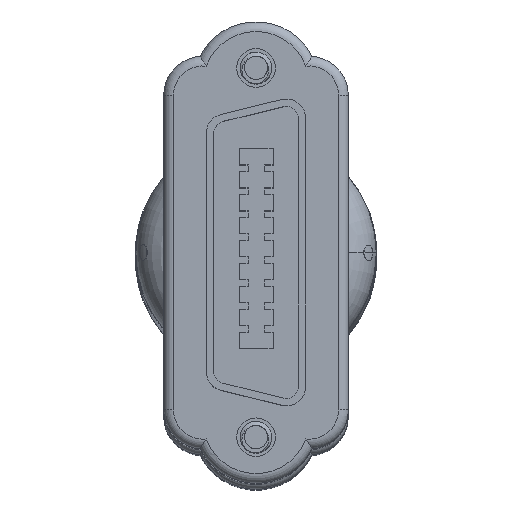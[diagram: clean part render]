
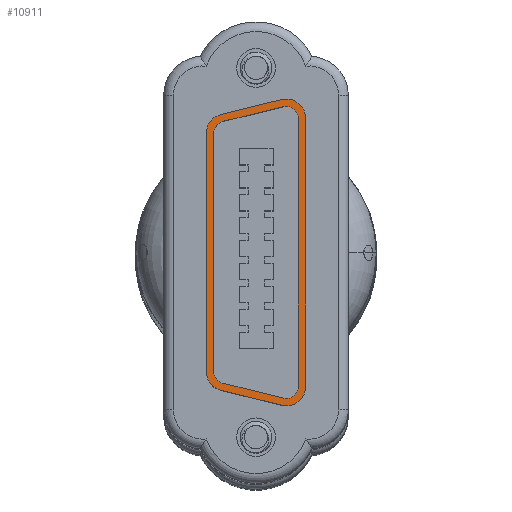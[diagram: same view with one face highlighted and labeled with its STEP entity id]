
A CAD part, top view. The second image highlights one B-rep face of the part: STEP entity #10911.
In plain terms, the highlighted planar face has unit normal (0, 0, 1).
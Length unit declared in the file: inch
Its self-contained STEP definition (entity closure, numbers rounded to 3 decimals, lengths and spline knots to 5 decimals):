
#69 = LINE ( 'NONE', #2520, #13845 ) ;
#370 = VERTEX_POINT ( 'NONE', #9669 ) ;
#398 = DIRECTION ( 'NONE',  ( 1., 0., 0. ) ) ;
#510 = LINE ( 'NONE', #726, #12033 ) ;
#543 = EDGE_CURVE ( 'NONE', #6141, #14708, #6528, .T. ) ;
#722 = DIRECTION ( 'NONE',  ( 0., -1., 0. ) ) ;
#726 = CARTESIAN_POINT ( 'NONE',  ( -0.07142, 0.28248, 0. ) ) ;
#908 = DIRECTION ( 'NONE',  ( 0., 0., -1. ) ) ;
#915 = EDGE_CURVE ( 'NONE', #13103, #14887, #9802, .T. ) ;
#1408 = CIRCLE ( 'NONE', #9938, 0.04 ) ;
#1425 = ORIENTED_EDGE ( 'NONE', *, *, #7101, .F. ) ;
#1544 = DIRECTION ( 'NONE',  ( 1., 0., 0. ) ) ;
#1772 = EDGE_CURVE ( 'NONE', #9889, #11858, #510, .T. ) ;
#1904 = CARTESIAN_POINT ( 'NONE',  ( -0.06189, 0.24363, 0. ) ) ;
#1966 = ORIENTED_EDGE ( 'NONE', *, *, #9954, .T. ) ;
#2013 = DIRECTION ( 'NONE',  ( 0., -1., 0. ) ) ;
#2161 = ORIENTED_EDGE ( 'NONE', *, *, #14460, .F. ) ;
#2385 = CARTESIAN_POINT ( 'NONE',  ( 0.06182, 0.27399, 0. ) ) ;
#2459 = DIRECTION ( 'NONE',  ( 0., 0., 1. ) ) ;
#2478 = DIRECTION ( 'NONE',  ( 0.971, -0.238, 0. ) ) ;
#2520 = CARTESIAN_POINT ( 'NONE',  ( -0.06785, -0.26791, 0. ) ) ;
#2531 = EDGE_CURVE ( 'NONE', #370, #6141, #7635, .T. ) ;
#2628 = LINE ( 'NONE', #4759, #6435 ) ;
#2738 = ORIENTED_EDGE ( 'NONE', *, *, #3810, .F. ) ;
#2960 = LINE ( 'NONE', #14487, #10058 ) ;
#3022 = CARTESIAN_POINT ( 'NONE',  ( 0.05228, -0.31284, 0. ) ) ;
#3203 = FACE_BOUND ( 'NONE', #9469, .T. ) ;
#3246 = VECTOR ( 'NONE', #7026, 39.37008 ) ;
#3622 = ORIENTED_EDGE ( 'NONE', *, *, #4512, .T. ) ;
#3810 = EDGE_CURVE ( 'NONE', #12231, #13983, #2960, .T. ) ;
#3910 = ORIENTED_EDGE ( 'NONE', *, *, #10954, .F. ) ;
#3926 = CARTESIAN_POINT ( 'NONE',  ( -0.06189, -0.24363, 0. ) ) ;
#3939 = VERTEX_POINT ( 'NONE', #14924 ) ;
#4020 = CARTESIAN_POINT ( 'NONE',  ( 0.08682, 0.27399, 0. ) ) ;
#4036 = CARTESIAN_POINT ( 'NONE',  ( -0.10189, 0.24363, 0. ) ) ;
#4228 = VERTEX_POINT ( 'NONE', #3022 ) ;
#4452 = DIRECTION ( 'NONE',  ( 1., 0., 0. ) ) ;
#4512 = EDGE_CURVE ( 'NONE', #12137, #13941, #2628, .T. ) ;
#4578 = ORIENTED_EDGE ( 'NONE', *, *, #2531, .F. ) ;
#4659 = DIRECTION ( 'NONE',  ( 0., 0., 1. ) ) ;
#4759 = CARTESIAN_POINT ( 'NONE',  ( 0.10182, 0.27399, 0. ) ) ;
#4977 = DIRECTION ( 'NONE',  ( 0., 0., 1. ) ) ;
#5059 = AXIS2_PLACEMENT_3D ( 'NONE', #9370, #9519, #7077 ) ;
#5241 = CIRCLE ( 'NONE', #11117, 0.025 ) ;
#5477 = CARTESIAN_POINT ( 'NONE',  ( 0.05228, 0.31284, 0. ) ) ;
#5562 = DIRECTION ( 'NONE',  ( -1., 0., 0. ) ) ;
#5721 = ORIENTED_EDGE ( 'NONE', *, *, #543, .F. ) ;
#5780 = CIRCLE ( 'NONE', #6530, 0.025 ) ;
#6065 = ORIENTED_EDGE ( 'NONE', *, *, #7468, .T. ) ;
#6130 = DIRECTION ( 'NONE',  ( 1., 0., 0. ) ) ;
#6141 = VERTEX_POINT ( 'NONE', #7335 ) ;
#6243 = CARTESIAN_POINT ( 'NONE',  ( 0.10182, -0.27399, 0. ) ) ;
#6348 = DIRECTION ( 'NONE',  ( 0., 0., 1. ) ) ;
#6435 = VECTOR ( 'NONE', #11879, 39.37008 ) ;
#6458 = VECTOR ( 'NONE', #2013, 39.37008 ) ;
#6528 = LINE ( 'NONE', #13176, #9549 ) ;
#6530 = AXIS2_PLACEMENT_3D ( 'NONE', #12252, #10264, #10109 ) ;
#7014 = ORIENTED_EDGE ( 'NONE', *, *, #12323, .T. ) ;
#7026 = DIRECTION ( 'NONE',  ( -0.971, -0.238, 0. ) ) ;
#7077 = DIRECTION ( 'NONE',  ( 1., 0., 0. ) ) ;
#7101 = EDGE_CURVE ( 'NONE', #9823, #12231, #5241, .T. ) ;
#7263 = CARTESIAN_POINT ( 'NONE',  ( 0.06182, 0.27399, 0. ) ) ;
#7335 = CARTESIAN_POINT ( 'NONE',  ( -0.08689, 0.24363, 0. ) ) ;
#7468 = EDGE_CURVE ( 'NONE', #10045, #13103, #8876, .T. ) ;
#7635 = CIRCLE ( 'NONE', #8628, 0.025 ) ;
#7642 = DIRECTION ( 'NONE',  ( 0., 0., 1. ) ) ;
#7843 = FACE_OUTER_BOUND ( 'NONE', #13151, .T. ) ;
#8239 = LINE ( 'NONE', #9544, #3246 ) ;
#8263 = LINE ( 'NONE', #12940, #10730 ) ;
#8628 = AXIS2_PLACEMENT_3D ( 'NONE', #14810, #4659, #9310 ) ;
#8732 = EDGE_CURVE ( 'NONE', #11858, #10045, #11628, .T. ) ;
#8876 = LINE ( 'NONE', #9100, #6458 ) ;
#8962 = AXIS2_PLACEMENT_3D ( 'NONE', #11405, #908, #5562 ) ;
#9100 = CARTESIAN_POINT ( 'NONE',  ( -0.10189, 0.24363, 0. ) ) ;
#9295 = CARTESIAN_POINT ( 'NONE',  ( -0.07142, -0.28248, 0. ) ) ;
#9310 = DIRECTION ( 'NONE',  ( 1., 0., 0. ) ) ;
#9370 = CARTESIAN_POINT ( 'NONE',  ( 0.06182, -0.27399, 0. ) ) ;
#9469 = EDGE_LOOP ( 'NONE', ( #2738, #1425, #3910, #10006, #5721, #4578, #2161, #14311 ) ) ;
#9519 = DIRECTION ( 'NONE',  ( 0., 0., 1. ) ) ;
#9544 = CARTESIAN_POINT ( 'NONE',  ( 0.05586, 0.29827, 0. ) ) ;
#9549 = VECTOR ( 'NONE', #722, 39.37008 ) ;
#9669 = CARTESIAN_POINT ( 'NONE',  ( -0.06785, 0.26791, 0. ) ) ;
#9802 = CIRCLE ( 'NONE', #11044, 0.04 ) ;
#9823 = VERTEX_POINT ( 'NONE', #14789 ) ;
#9850 = ORIENTED_EDGE ( 'NONE', *, *, #8732, .T. ) ;
#9889 = VERTEX_POINT ( 'NONE', #5477 ) ;
#9904 = DIRECTION ( 'NONE',  ( -0.971, -0.238, 0. ) ) ;
#9938 = AXIS2_PLACEMENT_3D ( 'NONE', #7263, #4977, #398 ) ;
#9954 = EDGE_CURVE ( 'NONE', #4228, #12137, #10188, .T. ) ;
#9998 = DIRECTION ( 'NONE',  ( 0., 0., 1. ) ) ;
#10006 = ORIENTED_EDGE ( 'NONE', *, *, #10580, .F. ) ;
#10045 = VERTEX_POINT ( 'NONE', #4036 ) ;
#10058 = VECTOR ( 'NONE', #12427, 39.37008 ) ;
#10109 = DIRECTION ( 'NONE',  ( 1., 0., 0. ) ) ;
#10155 = EDGE_CURVE ( 'NONE', #13941, #9889, #1408, .T. ) ;
#10188 = CIRCLE ( 'NONE', #5059, 0.04 ) ;
#10264 = DIRECTION ( 'NONE',  ( 0., 0., 1. ) ) ;
#10418 = EDGE_CURVE ( 'NONE', #13983, #11391, #12383, .T. ) ;
#10580 = EDGE_CURVE ( 'NONE', #14708, #3939, #5780, .T. ) ;
#10589 = CARTESIAN_POINT ( 'NONE',  ( 0.10182, 0.27399, 0. ) ) ;
#10627 = DIRECTION ( 'NONE',  ( 0.971, -0.238, 0. ) ) ;
#10730 = VECTOR ( 'NONE', #2478, 39.37008 ) ;
#10911 = ADVANCED_FACE ( 'NONE', ( #3203, #7843 ), #13440, .F. ) ;
#10954 = EDGE_CURVE ( 'NONE', #3939, #9823, #69, .T. ) ;
#11044 = AXIS2_PLACEMENT_3D ( 'NONE', #3926, #7642, #6130 ) ;
#11117 = AXIS2_PLACEMENT_3D ( 'NONE', #12166, #6348, #1544 ) ;
#11188 = AXIS2_PLACEMENT_3D ( 'NONE', #2385, #2459, #4452 ) ;
#11220 = CARTESIAN_POINT ( 'NONE',  ( -0.10189, -0.24363, 0. ) ) ;
#11254 = CARTESIAN_POINT ( 'NONE',  ( 0.05586, 0.29827, 0. ) ) ;
#11370 = ORIENTED_EDGE ( 'NONE', *, *, #10155, .T. ) ;
#11391 = VERTEX_POINT ( 'NONE', #11254 ) ;
#11405 = CARTESIAN_POINT ( 'NONE',  ( 0., 0., 0. ) ) ;
#11582 = CARTESIAN_POINT ( 'NONE',  ( 0.08682, -0.27399, 0. ) ) ;
#11628 = CIRCLE ( 'NONE', #13559, 0.04 ) ;
#11858 = VERTEX_POINT ( 'NONE', #13715 ) ;
#11879 = DIRECTION ( 'NONE',  ( 0., 1., 0. ) ) ;
#11911 = ORIENTED_EDGE ( 'NONE', *, *, #915, .T. ) ;
#12033 = VECTOR ( 'NONE', #9904, 39.37008 ) ;
#12137 = VERTEX_POINT ( 'NONE', #6243 ) ;
#12166 = CARTESIAN_POINT ( 'NONE',  ( 0.06182, -0.27399, 0. ) ) ;
#12231 = VERTEX_POINT ( 'NONE', #11582 ) ;
#12252 = CARTESIAN_POINT ( 'NONE',  ( -0.06189, -0.24363, 0. ) ) ;
#12282 = ORIENTED_EDGE ( 'NONE', *, *, #1772, .T. ) ;
#12288 = DIRECTION ( 'NONE',  ( 1., 0., 0. ) ) ;
#12323 = EDGE_CURVE ( 'NONE', #14887, #4228, #8263, .T. ) ;
#12383 = CIRCLE ( 'NONE', #11188, 0.025 ) ;
#12427 = DIRECTION ( 'NONE',  ( 0., 1., 0. ) ) ;
#12940 = CARTESIAN_POINT ( 'NONE',  ( -0.07142, -0.28248, 0. ) ) ;
#13103 = VERTEX_POINT ( 'NONE', #11220 ) ;
#13151 = EDGE_LOOP ( 'NONE', ( #9850, #6065, #11911, #7014, #1966, #3622, #11370, #12282 ) ) ;
#13176 = CARTESIAN_POINT ( 'NONE',  ( -0.08689, 0.24363, 0. ) ) ;
#13440 = PLANE ( 'NONE',  #8962 ) ;
#13559 = AXIS2_PLACEMENT_3D ( 'NONE', #1904, #9998, #12288 ) ;
#13715 = CARTESIAN_POINT ( 'NONE',  ( -0.07142, 0.28248, 0. ) ) ;
#13722 = CARTESIAN_POINT ( 'NONE',  ( -0.08689, -0.24363, 0. ) ) ;
#13845 = VECTOR ( 'NONE', #10627, 39.37008 ) ;
#13941 = VERTEX_POINT ( 'NONE', #10589 ) ;
#13983 = VERTEX_POINT ( 'NONE', #4020 ) ;
#14311 = ORIENTED_EDGE ( 'NONE', *, *, #10418, .F. ) ;
#14460 = EDGE_CURVE ( 'NONE', #11391, #370, #8239, .T. ) ;
#14487 = CARTESIAN_POINT ( 'NONE',  ( 0.08682, -0.27399, 0. ) ) ;
#14708 = VERTEX_POINT ( 'NONE', #13722 ) ;
#14789 = CARTESIAN_POINT ( 'NONE',  ( 0.05586, -0.29827, 0. ) ) ;
#14810 = CARTESIAN_POINT ( 'NONE',  ( -0.06189, 0.24363, 0. ) ) ;
#14887 = VERTEX_POINT ( 'NONE', #9295 ) ;
#14924 = CARTESIAN_POINT ( 'NONE',  ( -0.06785, -0.26791, 0. ) ) ;
